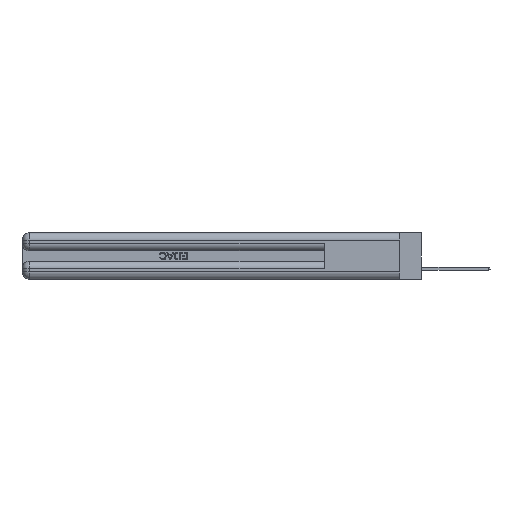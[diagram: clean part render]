
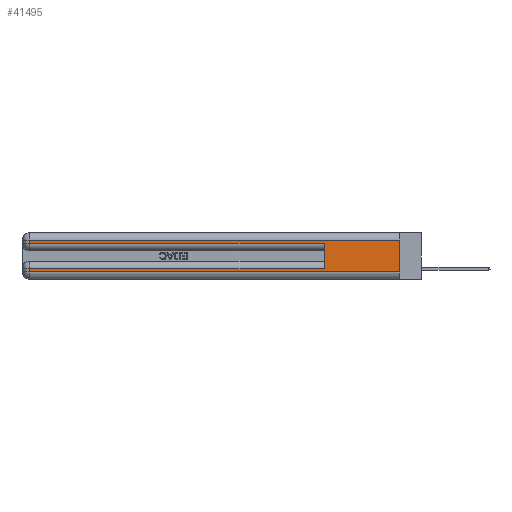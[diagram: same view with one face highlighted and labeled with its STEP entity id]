
A CAD part, left-side view. The second image highlights one B-rep face of the part: STEP entity #41495.
In plain terms, the highlighted planar face has unit normal (-1, 0, 0).
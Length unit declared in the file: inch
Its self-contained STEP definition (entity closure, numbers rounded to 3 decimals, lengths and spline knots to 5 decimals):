
#372 = LINE ( 'NONE', #39225, #43399 ) ;
#991 = DIRECTION ( 'NONE',  ( 0., 1., 0. ) ) ;
#2129 = VECTOR ( 'NONE', #41347, 39.37008 ) ;
#2828 = CARTESIAN_POINT ( 'NONE',  ( 0., 2.94, 0.31 ) ) ;
#4627 = VERTEX_POINT ( 'NONE', #40784 ) ;
#4674 = CARTESIAN_POINT ( 'NONE',  ( 0., 0., 0.085 ) ) ;
#4930 = LINE ( 'NONE', #24551, #12789 ) ;
#6738 = CARTESIAN_POINT ( 'NONE',  ( 0., 0.6, 0.145 ) ) ;
#6829 = EDGE_CURVE ( 'NONE', #4627, #18779, #4930, .T. ) ;
#7018 = VECTOR ( 'NONE', #8608, 39.37008 ) ;
#7432 = VERTEX_POINT ( 'NONE', #7659 ) ;
#7659 = CARTESIAN_POINT ( 'NONE',  ( 0., 2.94, 0.085 ) ) ;
#8608 = DIRECTION ( 'NONE',  ( 0., 0., -1. ) ) ;
#10699 = CARTESIAN_POINT ( 'NONE',  ( 0., 0.6, 0.085 ) ) ;
#11313 = VERTEX_POINT ( 'NONE', #19724 ) ;
#11545 = DIRECTION ( 'NONE',  ( 0., 1., 0. ) ) ;
#12789 = VECTOR ( 'NONE', #35403, 39.37008 ) ;
#13734 = ORIENTED_EDGE ( 'NONE', *, *, #38980, .T. ) ;
#13757 = EDGE_CURVE ( 'NONE', #29453, #18779, #33125, .T. ) ;
#14059 = VECTOR ( 'NONE', #991, 39.37008 ) ;
#14396 = ORIENTED_EDGE ( 'NONE', *, *, #30699, .F. ) ;
#15769 = ORIENTED_EDGE ( 'NONE', *, *, #21399, .T. ) ;
#16245 = EDGE_CURVE ( 'NONE', #7432, #4627, #42033, .T. ) ;
#16405 = CARTESIAN_POINT ( 'NONE',  ( 0., 0., 0.31 ) ) ;
#16910 = CARTESIAN_POINT ( 'NONE',  ( 0., 2.94, 0.37 ) ) ;
#17932 = LINE ( 'NONE', #4674, #26969 ) ;
#18779 = VERTEX_POINT ( 'NONE', #21126 ) ;
#19490 = CARTESIAN_POINT ( 'NONE',  ( 0., 0., 0.37 ) ) ;
#19724 = CARTESIAN_POINT ( 'NONE',  ( 0., 2.94, 0.285 ) ) ;
#21126 = CARTESIAN_POINT ( 'NONE',  ( 0., 0., 0.06 ) ) ;
#21399 = EDGE_CURVE ( 'NONE', #46851, #11313, #44317, .T. ) ;
#21595 = VECTOR ( 'NONE', #43642, 39.37008 ) ;
#22963 = DIRECTION ( 'NONE',  ( 1., 0., 0. ) ) ;
#23018 = AXIS2_PLACEMENT_3D ( 'NONE', #30235, #22963, #23124 ) ;
#23124 = DIRECTION ( 'NONE',  ( 0., 0., -1. ) ) ;
#24255 = VECTOR ( 'NONE', #26767, 39.37008 ) ;
#24551 = CARTESIAN_POINT ( 'NONE',  ( 0., 0., 0.06 ) ) ;
#25291 = DIRECTION ( 'NONE',  ( 0., -1., 0. ) ) ;
#25641 = FACE_OUTER_BOUND ( 'NONE', #35017, .T. ) ;
#26767 = DIRECTION ( 'NONE',  ( 0., 0., 1. ) ) ;
#26969 = VECTOR ( 'NONE', #11545, 39.37008 ) ;
#28408 = ORIENTED_EDGE ( 'NONE', *, *, #13757, .F. ) ;
#29351 = LINE ( 'NONE', #32420, #14059 ) ;
#29453 = VERTEX_POINT ( 'NONE', #16405 ) ;
#30072 = PLANE ( 'NONE',  #23018 ) ;
#30134 = CARTESIAN_POINT ( 'NONE',  ( 0., 0.6, 0.285 ) ) ;
#30235 = CARTESIAN_POINT ( 'NONE',  ( 0., 0., 0.37 ) ) ;
#30699 = EDGE_CURVE ( 'NONE', #39017, #40871, #43458, .T. ) ;
#31184 = EDGE_CURVE ( 'NONE', #39017, #7432, #17932, .T. ) ;
#31636 = ORIENTED_EDGE ( 'NONE', *, *, #6829, .T. ) ;
#32420 = CARTESIAN_POINT ( 'NONE',  ( 0., 0., 0.31 ) ) ;
#33125 = LINE ( 'NONE', #19490, #2129 ) ;
#35001 = ORIENTED_EDGE ( 'NONE', *, *, #16245, .T. ) ;
#35017 = EDGE_LOOP ( 'NONE', ( #28408, #36736, #15769, #13734, #14396, #42233, #35001, #31636 ) ) ;
#35403 = DIRECTION ( 'NONE',  ( 0., -1., 0. ) ) ;
#35963 = EDGE_CURVE ( 'NONE', #29453, #46851, #29351, .T. ) ;
#36736 = ORIENTED_EDGE ( 'NONE', *, *, #35963, .T. ) ;
#38980 = EDGE_CURVE ( 'NONE', #11313, #40871, #372, .T. ) ;
#39017 = VERTEX_POINT ( 'NONE', #10699 ) ;
#39225 = CARTESIAN_POINT ( 'NONE',  ( 0., 0., 0.285 ) ) ;
#40784 = CARTESIAN_POINT ( 'NONE',  ( 0., 2.94, 0.06 ) ) ;
#40871 = VERTEX_POINT ( 'NONE', #30134 ) ;
#41347 = DIRECTION ( 'NONE',  ( 0., 0., -1. ) ) ;
#41495 = ADVANCED_FACE ( 'NONE', ( #25641 ), #30072, .F. ) ;
#41539 = CARTESIAN_POINT ( 'NONE',  ( 0., 2.94, 0.37 ) ) ;
#42033 = LINE ( 'NONE', #16910, #21595 ) ;
#42233 = ORIENTED_EDGE ( 'NONE', *, *, #31184, .T. ) ;
#43399 = VECTOR ( 'NONE', #25291, 39.37008 ) ;
#43458 = LINE ( 'NONE', #6738, #24255 ) ;
#43642 = DIRECTION ( 'NONE',  ( 0., 0., -1. ) ) ;
#44317 = LINE ( 'NONE', #41539, #7018 ) ;
#46851 = VERTEX_POINT ( 'NONE', #2828 ) ;
